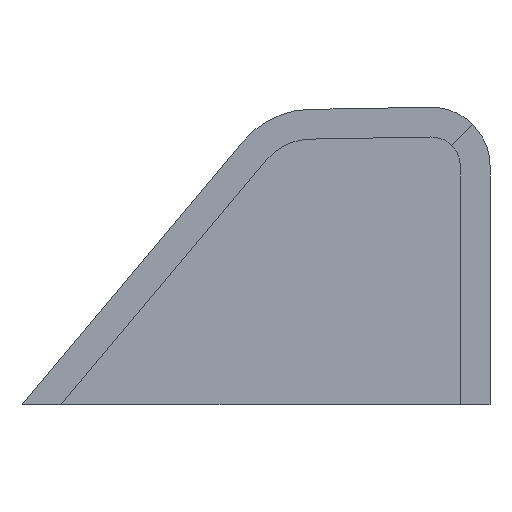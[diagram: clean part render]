
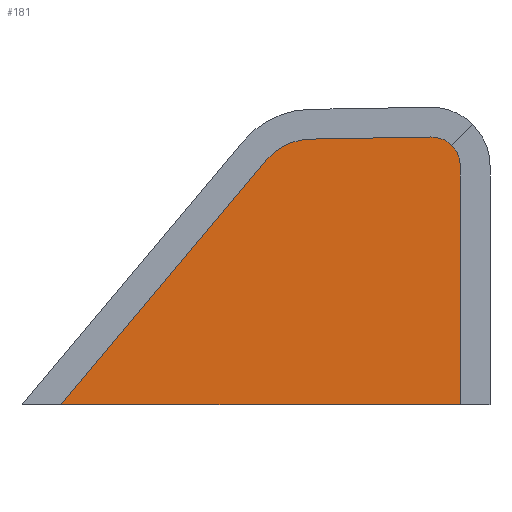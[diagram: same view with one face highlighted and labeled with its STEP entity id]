
A CAD part, top view. The second image highlights one B-rep face of the part: STEP entity #181.
In plain terms, the highlighted planar face has unit normal (0, 0, 1).
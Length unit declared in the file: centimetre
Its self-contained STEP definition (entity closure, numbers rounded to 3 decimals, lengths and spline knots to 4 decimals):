
#1 = CARTESIAN_POINT ( 'NONE',  ( 0.687, 0.45, 0. ) ) ;
#4 = DIRECTION ( 'NONE',  ( 1., 0., 0. ) ) ;
#6 = EDGE_CURVE ( 'NONE', #128, #164, #146, .T. ) ;
#7 = VECTOR ( 'NONE', #64, 100. ) ;
#10 = ORIENTED_EDGE ( 'NONE', *, *, #13, .F. ) ;
#13 = EDGE_CURVE ( 'NONE', #53, #191, #95, .T. ) ;
#14 = EDGE_LOOP ( 'NONE', ( #99, #43, #84, #166, #97, #134, #10 ) ) ;
#15 = CARTESIAN_POINT ( 'NONE',  ( 0.0653, 0., 0. ) ) ;
#17 = DIRECTION ( 'NONE',  ( 0., 0., -1. ) ) ;
#20 = DIRECTION ( 'NONE',  ( 0., -1., 0. ) ) ;
#23 = CARTESIAN_POINT ( 'NONE',  ( 0.687, 0.45, 0. ) ) ;
#24 = EDGE_CURVE ( 'NONE', #164, #42, #179, .T. ) ;
#25 = PLANE ( 'NONE',  #83 ) ;
#30 = AXIS2_PLACEMENT_3D ( 'NONE', #36, #33, #154 ) ;
#31 = CARTESIAN_POINT ( 'NONE',  ( 0.5201, 0.5421, 0. ) ) ;
#33 = DIRECTION ( 'NONE',  ( 0., 0., -1. ) ) ;
#36 = CARTESIAN_POINT ( 'NONE',  ( 0.6879, 0.4013, 0. ) ) ;
#42 = VERTEX_POINT ( 'NONE', #92 ) ;
#43 = ORIENTED_EDGE ( 'NONE', *, *, #90, .T. ) ;
#44 = AXIS2_PLACEMENT_3D ( 'NONE', #96, #112, #162 ) ;
#52 = EDGE_CURVE ( 'NONE', #42, #180, #151, .T. ) ;
#53 = VERTEX_POINT ( 'NONE', #124 ) ;
#57 = AXIS2_PLACEMENT_3D ( 'NONE', #178, #17, #136 ) ;
#58 = CARTESIAN_POINT ( 'NONE',  ( 0.7366, 0., 0. ) ) ;
#62 = LINE ( 'NONE', #185, #7 ) ;
#64 = DIRECTION ( 'NONE',  ( 1., 0., 0. ) ) ;
#71 = LINE ( 'NONE', #31, #81 ) ;
#79 = DIRECTION ( 'NONE',  ( 0., 0., 1. ) ) ;
#81 = VECTOR ( 'NONE', #135, 100. ) ;
#83 = AXIS2_PLACEMENT_3D ( 'NONE', #142, #79, #4 ) ;
#84 = ORIENTED_EDGE ( 'NONE', *, *, #52, .F. ) ;
#90 = EDGE_CURVE ( 'NONE', #163, #180, #62, .T. ) ;
#92 = CARTESIAN_POINT ( 'NONE',  ( 0.7366, 0.4013, 0. ) ) ;
#95 = CIRCLE ( 'NONE', #57, 0.1 ) ;
#96 = CARTESIAN_POINT ( 'NONE',  ( 0.6879, 0.4013, 0. ) ) ;
#97 = ORIENTED_EDGE ( 'NONE', *, *, #6, .F. ) ;
#99 = ORIENTED_EDGE ( 'NONE', *, *, #111, .F. ) ;
#102 = EDGE_CURVE ( 'NONE', #191, #128, #183, .T. ) ;
#111 = EDGE_CURVE ( 'NONE', #163, #53, #71, .T. ) ;
#112 = DIRECTION ( 'NONE',  ( 0., 0., -1. ) ) ;
#120 = CARTESIAN_POINT ( 'NONE',  ( 0.4848, 0.4465, 0. ) ) ;
#124 = CARTESIAN_POINT ( 'NONE',  ( 0.4099, 0.4108, 0. ) ) ;
#128 = VERTEX_POINT ( 'NONE', #23 ) ;
#134 = ORIENTED_EDGE ( 'NONE', *, *, #102, .F. ) ;
#135 = DIRECTION ( 'NONE',  ( 0.643, 0.766, 0. ) ) ;
#136 = DIRECTION ( 'NONE',  ( 1., 0., 0. ) ) ;
#138 = CARTESIAN_POINT ( 'NONE',  ( 0.7366, 0.4013, 0. ) ) ;
#142 = CARTESIAN_POINT ( 'NONE',  ( 0.6879, 0.4013, 0. ) ) ;
#146 = CIRCLE ( 'NONE', #44, 0.0487 ) ;
#149 = VECTOR ( 'NONE', #168, 100. ) ;
#151 = LINE ( 'NONE', #138, #160 ) ;
#154 = DIRECTION ( 'NONE',  ( 1., 0., 0. ) ) ;
#160 = VECTOR ( 'NONE', #20, 100. ) ;
#162 = DIRECTION ( 'NONE',  ( 1., 0., 0. ) ) ;
#163 = VERTEX_POINT ( 'NONE', #15 ) ;
#164 = VERTEX_POINT ( 'NONE', #196 ) ;
#166 = ORIENTED_EDGE ( 'NONE', *, *, #24, .F. ) ;
#167 = FACE_OUTER_BOUND ( 'NONE', #14, .T. ) ;
#168 = DIRECTION ( 'NONE',  ( 1., 0.017, 0. ) ) ;
#178 = CARTESIAN_POINT ( 'NONE',  ( 0.4866, 0.3465, 0. ) ) ;
#179 = CIRCLE ( 'NONE', #30, 0.0487 ) ;
#180 = VERTEX_POINT ( 'NONE', #58 ) ;
#181 = ADVANCED_FACE ( 'NONE', ( #167 ), #25, .T. ) ;
#183 = LINE ( 'NONE', #1, #149 ) ;
#185 = CARTESIAN_POINT ( 'NONE',  ( 0., 0., 0. ) ) ;
#191 = VERTEX_POINT ( 'NONE', #120 ) ;
#196 = CARTESIAN_POINT ( 'NONE',  ( 0.722, 0.4361, 0. ) ) ;
